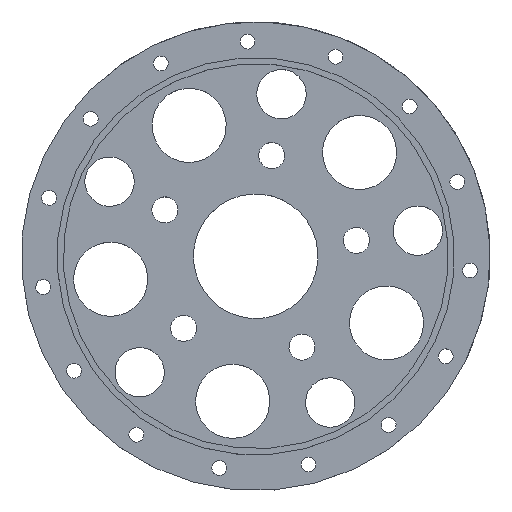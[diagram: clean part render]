
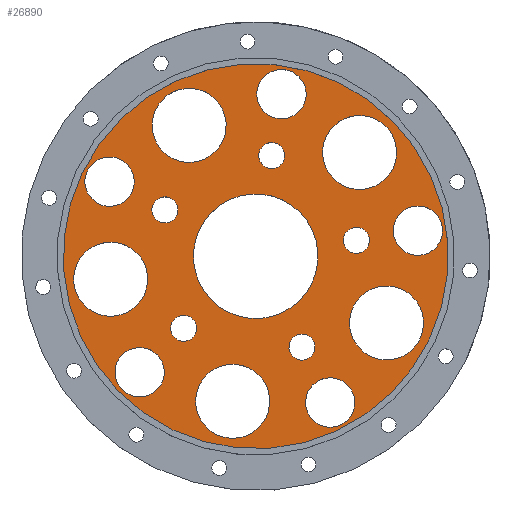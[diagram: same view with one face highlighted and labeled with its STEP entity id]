
A CAD part, top view. The second image highlights one B-rep face of the part: STEP entity #26890.
In plain terms, the highlighted face is planar.
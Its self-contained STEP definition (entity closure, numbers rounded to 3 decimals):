
#1040=CARTESIAN_POINT('',(-78.,0.,0.));
#1050=VERTEX_POINT('',#1040);
#1080=CARTESIAN_POINT('',(0.,0.,0.)
);
#1090=DIRECTION('',(0.,0.,1.));
#1100=DIRECTION('',(1.,0.,0.));
#1110=AXIS2_PLACEMENT_3D('',#1080,#1090,#1100);
#1120=CIRCLE('',#1110,78.);
#1130=CARTESIAN_POINT('',(78.,0.,0.));
#1140=VERTEX_POINT('',#1130);
#1150=EDGE_CURVE('',#1140,#1050,#1120,.T.);
#9780=CARTESIAN_POINT('',(11.488,53.279,0.));
#9790=VERTEX_POINT('',#9780);
#9870=CARTESIAN_POINT('',(41.488,53.279,0.));
#9880=VERTEX_POINT('',#9870);
#9910=CARTESIAN_POINT('',(26.488,53.279,0.));
#9920=DIRECTION('',(0.,0.,-1.));
#9930=DIRECTION('',(1.,0.,0.));
#9940=AXIS2_PLACEMENT_3D('',#9910,#9920,#9930);
#9950=CIRCLE('',#9940,15.);
#9960=EDGE_CURVE('',#9790,#9880,#9950,.T.);
#12720=CARTESIAN_POINT('',(-21.051,65.575,0.));
#12730=VERTEX_POINT('',#12720);
#12810=CARTESIAN_POINT('',(-1.051,65.575,0.));
#12820=VERTEX_POINT('',#12810);
#12850=CARTESIAN_POINT('',(-11.051,65.575,0.));
#12860=DIRECTION('',(0.,0.,-1.));
#12870=DIRECTION('',(1.,0.,0.));
#12880=AXIS2_PLACEMENT_3D('',#12850,#12860,#12870);
#12890=CIRCLE('',#12880,10.);
#12900=EDGE_CURVE('',#12730,#12820,#12890,.T.);
#13500=CARTESIAN_POINT('',(-67.746,-27.535,0.));
#13510=VERTEX_POINT('',#13500);
#13590=CARTESIAN_POINT('',(-37.746,-27.535,0.));
#13600=VERTEX_POINT('',#13590);
#13630=CARTESIAN_POINT('',(-52.746,-27.535,0.));
#13640=DIRECTION('',(0.,0.,-1.));
#13650=DIRECTION('',(1.,0.,0.));
#13660=AXIS2_PLACEMENT_3D('',#13630,#13640,#13650);
#13670=CIRCLE('',#13660,15.);
#13680=EDGE_CURVE('',#13510,#13600,#13670,.T.);
#15000=CARTESIAN_POINT('',(43.856,-8.727,0.));
#15010=VERTEX_POINT('',#15000);
#15090=CARTESIAN_POINT('',(73.856,-8.727,0.));
#15100=VERTEX_POINT('',#15090);
#15130=CARTESIAN_POINT('',(58.856,-8.727,0.));
#15140=DIRECTION('',(0.,0.,-1.));
#15150=DIRECTION('',(1.,0.,0.));
#15160=AXIS2_PLACEMENT_3D('',#15130,#15140,#15150);
#15170=CIRCLE('',#15160,15.);
#15180=EDGE_CURVE('',#15010,#15100,#15170,.T.);
#16870=CARTESIAN_POINT('',(-46.128,6.058,0.));
#16880=VERTEX_POINT('',#16870);
#16960=CARTESIAN_POINT('',(-35.578,6.058,0.));
#16970=VERTEX_POINT('',#16960);
#17000=CARTESIAN_POINT('',(-40.853,6.058,0.));
#17010=DIRECTION('',(0.,0.,1.));
#17020=DIRECTION('',(1.,0.,0.));
#17030=AXIS2_PLACEMENT_3D('',#17000,#17010,#17020);
#17040=CIRCLE('',#17030,5.275);
#17050=EDGE_CURVE('',#16970,#16880,#17040,.T.);
#17650=CARTESIAN_POINT('',(-13.111,-36.982,0.));
#17660=VERTEX_POINT('',#17650);
#17690=CARTESIAN_POINT('',(-18.386,-36.982,0.));
#17700=DIRECTION('',(0.,0.,1.));
#17710=DIRECTION('',(1.,0.,0.));
#17720=AXIS2_PLACEMENT_3D('',#17690,#17700,#17710);
#17730=CIRCLE('',#17720,5.275);
#17740=CARTESIAN_POINT('',(-23.661,-36.982,0.));
#17750=VERTEX_POINT('',#17740);
#17760=EDGE_CURVE('',#17660,#17750,#17730,.T.);
#18040=CARTESIAN_POINT('',(-57.486,41.655,0.));
#18050=VERTEX_POINT('',#18040);
#18130=CARTESIAN_POINT('',(-27.486,41.655,0.));
#18140=VERTEX_POINT('',#18130);
#18170=CARTESIAN_POINT('',(-42.486,41.655,0.));
#18180=DIRECTION('',(0.,0.,-1.));
#18190=DIRECTION('',(1.,0.,0.));
#18200=AXIS2_PLACEMENT_3D('',#18170,#18180,#18190);
#18210=CIRCLE('',#18200,15.);
#18220=EDGE_CURVE('',#18050,#18140,#18210,.T.);
#18430=CARTESIAN_POINT('',(34.765,-28.914,0.));
#18440=VERTEX_POINT('',#18430);
#18520=CARTESIAN_POINT('',(24.215,-28.914,0.));
#18530=VERTEX_POINT('',#18520);
#18560=CARTESIAN_POINT('',(29.49,-28.914,0.));
#18570=DIRECTION('',(0.,0.,1.));
#18580=DIRECTION('',(1.,0.,0.));
#18590=AXIS2_PLACEMENT_3D('',#18560,#18570,#18580);
#18600=CIRCLE('',#18590,5.275);
#18610=EDGE_CURVE('',#18530,#18440,#18600,.T.);
#19150=CARTESIAN_POINT('',(31.337,19.112,0.));
#19160=VERTEX_POINT('',#19150);
#19190=CARTESIAN_POINT('',(36.612,19.112,0.));
#19200=DIRECTION('',(0.,0.,1.));
#19210=DIRECTION('',(1.,0.,0.));
#19220=AXIS2_PLACEMENT_3D('',#19190,#19200,#19210);
#19230=CIRCLE('',#19220,5.275);
#19240=CARTESIAN_POINT('',(41.887,19.112,0.));
#19250=VERTEX_POINT('',#19240);
#19260=EDGE_CURVE('',#19160,#19250,#19230,.T.);
#19970=CARTESIAN_POINT('',(-1.588,40.726,0.));
#19980=VERTEX_POINT('',#19970);
#20010=CARTESIAN_POINT('',(-6.863,40.726,0.));
#20020=DIRECTION('',(0.,0.,1.));
#20030=DIRECTION('',(1.,0.,0.));
#20040=AXIS2_PLACEMENT_3D('',#20010,#20020,#20030);
#20050=CIRCLE('',#20040,5.275);
#20060=CARTESIAN_POINT('',(-12.138,40.726,0.));
#20070=VERTEX_POINT('',#20060);
#20080=EDGE_CURVE('',#19980,#20070,#20050,.T.);
#21140=CARTESIAN_POINT('',(48.951,30.774,0.));
#21150=VERTEX_POINT('',#21140);
#21230=CARTESIAN_POINT('',(68.951,30.774,0.));
#21240=VERTEX_POINT('',#21230);
#21270=CARTESIAN_POINT('',(58.951,30.774,0.));
#21280=DIRECTION('',(0.,0.,-1.));
#21290=DIRECTION('',(1.,0.,0.));
#21300=AXIS2_PLACEMENT_3D('',#21270,#21280,#21290);
#21310=CIRCLE('',#21300,10.);
#21320=EDGE_CURVE('',#21150,#21240,#21310,.T.);
#23600=CARTESIAN_POINT('',(37.485,-46.556,0.));
#23610=VERTEX_POINT('',#23600);
#23690=CARTESIAN_POINT('',(57.485,-46.556,0.));
#23700=VERTEX_POINT('',#23690);
#23730=CARTESIAN_POINT('',(47.485,-46.556,0.));
#23740=DIRECTION('',(0.,0.,-1.));
#23750=DIRECTION('',(1.,0.,0.));
#23760=AXIS2_PLACEMENT_3D('',#23730,#23740,#23750);
#23770=CIRCLE('',#23760,10.);
#23780=EDGE_CURVE('',#23610,#23700,#23770,.T.);
#25590=CARTESIAN_POINT('',(-78.5,-78.507,0.));
#25600=DIRECTION('',(0.,0.,1.));
#25610=DIRECTION('',(1.,0.,0.));
#25620=AXIS2_PLACEMENT_3D('',#25590,#25600,#25610);
#25630=PLANE('',#25620);
#25640=EDGE_CURVE('',#21240,#21150,#21310,.T.);
#25650=ORIENTED_EDGE('',*,*,#25640,.F.);
#25660=ORIENTED_EDGE('',*,*,#21320,.F.);
#25670=EDGE_LOOP('',(#25660,#25650));
#25680=FACE_BOUND('',#25670,.T.);
#25690=CARTESIAN_POINT('',(-29.604,-59.547,0.));
#25700=DIRECTION('',(0.,0.,-1.));
#25710=DIRECTION('',(1.,0.,0.));
#25720=AXIS2_PLACEMENT_3D('',#25690,#25700,#25710);
#25730=CIRCLE('',#25720,10.);
#25740=CARTESIAN_POINT('',(-19.604,-59.547,0.));
#25750=VERTEX_POINT('',#25740);
#25760=CARTESIAN_POINT('',(-39.604,-59.547,0.));
#25770=VERTEX_POINT('',#25760);
#25780=EDGE_CURVE('',#25750,#25770,#25730,.T.);
#25790=ORIENTED_EDGE('',*,*,#25780,.F.);
#25800=EDGE_CURVE('',#25770,#25750,#25730,.T.);
#25810=ORIENTED_EDGE('',*,*,#25800,.F.);
#25820=EDGE_LOOP('',(#25810,#25790));
#25830=FACE_BOUND('',#25820,.T.);
#25840=EDGE_CURVE('',#12820,#12730,#12890,.T.);
#25850=ORIENTED_EDGE('',*,*,#25840,.F.);
#25860=ORIENTED_EDGE('',*,*,#12900,.F.);
#25870=EDGE_LOOP('',(#25860,#25850));
#25880=FACE_BOUND('',#25870,.T.);
#25890=CARTESIAN_POINT('',(-65.781,9.754,0.));
#25900=DIRECTION('',(0.,0.,-1.));
#25910=DIRECTION('',(1.,0.,0.));
#25920=AXIS2_PLACEMENT_3D('',#25890,#25900,#25910);
#25930=CIRCLE('',#25920,10.);
#25940=CARTESIAN_POINT('',(-55.781,9.754,0.));
#25950=VERTEX_POINT('',#25940);
#25960=CARTESIAN_POINT('',(-75.781,9.754,0.));
#25970=VERTEX_POINT('',#25960);
#25980=EDGE_CURVE('',#25950,#25970,#25930,.T.);
#25990=ORIENTED_EDGE('',*,*,#25980,.F.);
#26000=EDGE_CURVE('',#25970,#25950,#25930,.T.);
#26010=ORIENTED_EDGE('',*,*,#26000,.F.);
#26020=EDGE_LOOP('',(#26010,#25990));
#26030=FACE_BOUND('',#26020,.T.);
#26040=CARTESIAN_POINT('',(9.888,-58.673,0.));
#26050=DIRECTION('',(0.,0.,-1.));
#26060=DIRECTION('',(1.,0.,0.));
#26070=AXIS2_PLACEMENT_3D('',#26040,#26050,#26060);
#26080=CIRCLE('',#26070,15.);
#26090=CARTESIAN_POINT('',(24.888,-58.673,0.));
#26100=VERTEX_POINT('',#26090);
#26110=CARTESIAN_POINT('',(-5.112,-58.673,0.));
#26120=VERTEX_POINT('',#26110);
#26130=EDGE_CURVE('',#26100,#26120,#26080,.T.);
#26140=ORIENTED_EDGE('',*,*,#26130,.F.);
#26150=EDGE_CURVE('',#26120,#26100,#26080,.T.);
#26160=ORIENTED_EDGE('',*,*,#26150,.F.);
#26170=EDGE_LOOP('',(#26160,#26140));
#26180=FACE_BOUND('',#26170,.T.);
#26190=EDGE_CURVE('',#13600,#13510,#13670,.T.);
#26200=ORIENTED_EDGE('',*,*,#26190,.F.);
#26210=ORIENTED_EDGE('',*,*,#13680,.F.);
#26220=EDGE_LOOP('',(#26210,#26200));
#26230=FACE_BOUND('',#26220,.T.);
#26240=EDGE_CURVE('',#18140,#18050,#18210,.T.);
#26250=ORIENTED_EDGE('',*,*,#26240,.F.);
#26260=ORIENTED_EDGE('',*,*,#18220,.F.);
#26270=EDGE_LOOP('',(#26260,#26250));
#26280=FACE_BOUND('',#26270,.T.);
#26290=EDGE_CURVE('',#15100,#15010,#15170,.T.);
#26300=ORIENTED_EDGE('',*,*,#26290,.F.);
#26310=ORIENTED_EDGE('',*,*,#15180,.F.);
#26320=EDGE_LOOP('',(#26310,#26300));
#26330=FACE_BOUND('',#26320,.T.);
#26340=EDGE_CURVE('',#9880,#9790,#9950,.T.);
#26350=ORIENTED_EDGE('',*,*,#26340,.F.);
#26360=ORIENTED_EDGE('',*,*,#9960,.F.);
#26370=EDGE_LOOP('',(#26360,#26350));
#26380=FACE_BOUND('',#26370,.T.);
#26390=EDGE_CURVE('',#23700,#23610,#23770,.T.);
#26400=ORIENTED_EDGE('',*,*,#26390,.F.);
#26410=ORIENTED_EDGE('',*,*,#23780,.F.);
#26420=EDGE_LOOP('',(#26410,#26400));
#26430=FACE_BOUND('',#26420,.T.);
#26440=EDGE_CURVE('',#16880,#16970,#17040,.T.);
#26450=ORIENTED_EDGE('',*,*,#26440,.T.);
#26460=ORIENTED_EDGE('',*,*,#17050,.T.);
#26470=EDGE_LOOP('',(#26460,#26450));
#26480=FACE_BOUND('',#26470,.T.);
#26490=ORIENTED_EDGE('',*,*,#17760,.T.);
#26500=EDGE_CURVE('',#17750,#17660,#17730,.T.);
#26510=ORIENTED_EDGE('',*,*,#26500,.T.);
#26520=EDGE_LOOP('',(#26510,#26490));
#26530=FACE_BOUND('',#26520,.T.);
#26540=CARTESIAN_POINT('',(0.,0.,0.
));
#26550=DIRECTION('',(0.,0.,1.));
#26560=DIRECTION('',(-1.,0.,0.));
#26570=AXIS2_PLACEMENT_3D('',#26540,#26550,#26560);
#26580=CIRCLE('',#26570,25.25);
#26590=CARTESIAN_POINT('',(25.25,0.,0.));
#26600=VERTEX_POINT('',#26590);
#26610=CARTESIAN_POINT('',(-25.25,0.,0.));
#26620=VERTEX_POINT('',#26610);
#26630=EDGE_CURVE('',#26600,#26620,#26580,.T.);
#26640=ORIENTED_EDGE('',*,*,#26630,.T.);
#26650=EDGE_CURVE('',#26620,#26600,#26580,.T.);
#26660=ORIENTED_EDGE('',*,*,#26650,.T.);
#26670=EDGE_LOOP('',(#26660,#26640));
#26680=FACE_BOUND('',#26670,.T.);
#26690=EDGE_CURVE('',#18440,#18530,#18600,.T.);
#26700=ORIENTED_EDGE('',*,*,#26690,.T.);
#26710=ORIENTED_EDGE('',*,*,#18610,.T.);
#26720=EDGE_LOOP('',(#26710,#26700));
#26730=FACE_BOUND('',#26720,.T.);
#26740=ORIENTED_EDGE('',*,*,#19260,.T.);
#26750=EDGE_CURVE('',#19250,#19160,#19230,.T.);
#26760=ORIENTED_EDGE('',*,*,#26750,.T.);
#26770=EDGE_LOOP('',(#26760,#26740));
#26780=FACE_BOUND('',#26770,.T.);
#26790=ORIENTED_EDGE('',*,*,#20080,.T.);
#26800=EDGE_CURVE('',#20070,#19980,#20050,.T.);
#26810=ORIENTED_EDGE('',*,*,#26800,.T.);
#26820=EDGE_LOOP('',(#26810,#26790));
#26830=FACE_BOUND('',#26820,.T.);
#26840=ORIENTED_EDGE('',*,*,#1150,.F.);
#26850=EDGE_CURVE('',#1050,#1140,#1120,.T.);
#26860=ORIENTED_EDGE('',*,*,#26850,.F.);
#26870=EDGE_LOOP('',(#26860,#26840));
#26880=FACE_OUTER_BOUND('',#26870,.T.);
#26890=ADVANCED_FACE('',(#25680,#25830,#25880,#26030,#26180,#26230,
#26280,#26330,#26380,#26430,#26480,#26530,#26680,#26730,#26780,#26830,
#26880),#25630,.F.);
